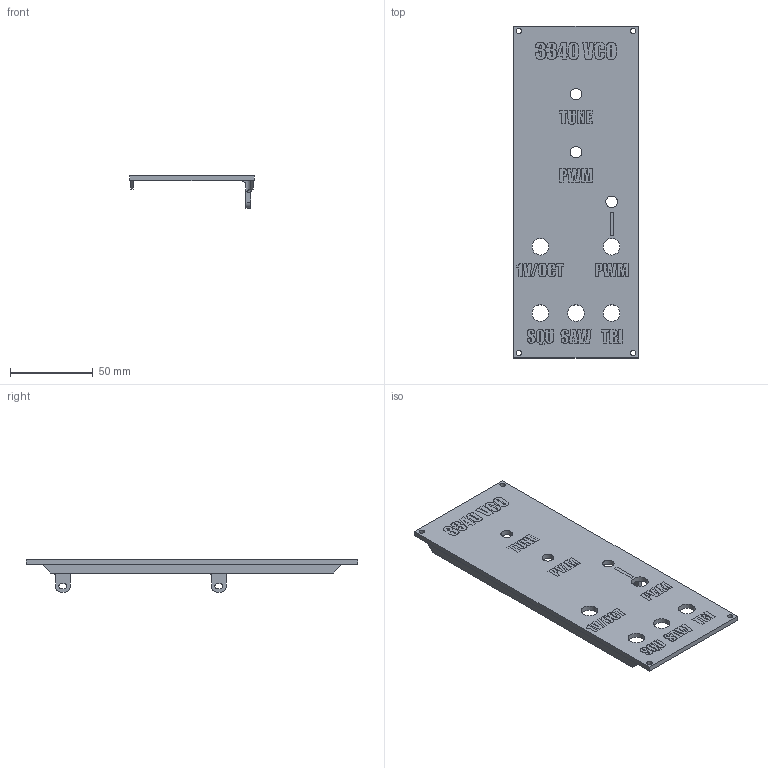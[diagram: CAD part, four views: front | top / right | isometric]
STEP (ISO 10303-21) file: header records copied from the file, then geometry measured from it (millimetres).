
FILE_DESCRIPTION(/* description */ (''),/* implementation_level */ '2;1');
FILE_NAME(/* name */ 'Simple 3340 VCO v1.step',/* time_stamp */ '2020-11-07T22:37:12-07:00',/* author */ (''),/* organization */ (''),/* preprocessor_version */ 'ST-DEVELOPER v18.1',/* originating_system */ 'Autodesk Translation Framework v9.3.0.1241',/* authorisation */ '');
FILE_SCHEMA (('AUTOMOTIVE_DESIGN { 1 0 10303 214 3 1 1 }'));
Products named in the file (1): Simple 3340 VCO
Bounding box: 75 x 200 x 19.6 mm (x, y, z)
Volume: 46817.9 mm3; surface area: 39762.2 mm2
Topology: 34 solids, 34 shells, 1404 faces, 3850 edges, 2564 vertices
Faces by surface type: plane 686, bspline 686, cylinder 32
Full cylindrical faces by diameter (mm): 3.2 x4, 7 x3, 10 x5
Entity records: 51374 total; most frequent: CARTESIAN_POINT 20303, ORIENTED_EDGE 7700, DIRECTION 3957, EDGE_CURVE 3850, VERTEX_POINT 2564, LINE 2413, VECTOR 2413, EDGE_LOOP 1500
